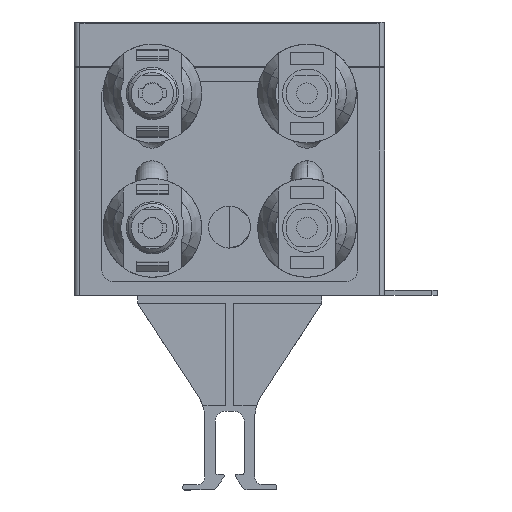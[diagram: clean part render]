
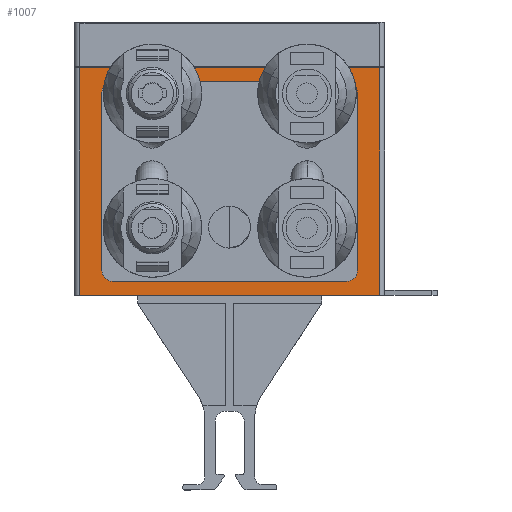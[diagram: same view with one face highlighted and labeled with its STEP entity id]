
A CAD part, front view. The second image highlights one B-rep face of the part: STEP entity #1007.
In plain terms, the highlighted planar face has unit normal (0, -1, 0).
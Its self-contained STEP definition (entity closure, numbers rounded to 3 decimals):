
#596=AXIS2_PLACEMENT_3D('Circle Axis2P3D',#594,#595,$) ;
#646=AXIS2_PLACEMENT_3D('Circle Axis2P3D',#644,#645,$) ;
#696=AXIS2_PLACEMENT_3D('Circle Axis2P3D',#694,#695,$) ;
#739=AXIS2_PLACEMENT_3D('Circle Axis2P3D',#737,#738,$) ;
#961=AXIS2_PLACEMENT_3D('Plane Axis2P3D',#958,#959,#960) ;
#555=CARTESIAN_POINT('Line Origine',(53.8,282.,58.65)) ;
#559=CARTESIAN_POINT('Vertex',(53.8,282.,41.7)) ;
#561=CARTESIAN_POINT('Vertex',(53.8,282.,75.6)) ;
#591=CARTESIAN_POINT('Vertex',(51.8,282.,77.6)) ;
#594=CARTESIAN_POINT('Axis2P3D Location',(51.8,282.,75.6)) ;
#612=CARTESIAN_POINT('Line Origine',(29.5,282.,77.6)) ;
#616=CARTESIAN_POINT('Vertex',(7.2,282.,77.6)) ;
#641=CARTESIAN_POINT('Vertex',(5.2,282.,75.6)) ;
#644=CARTESIAN_POINT('Axis2P3D Location',(7.2,282.,75.6)) ;
#662=CARTESIAN_POINT('Line Origine',(5.2,282.,58.65)) ;
#666=CARTESIAN_POINT('Vertex',(5.2,282.,41.7)) ;
#691=CARTESIAN_POINT('Vertex',(7.2,282.,39.7)) ;
#694=CARTESIAN_POINT('Axis2P3D Location',(7.2,282.,41.7)) ;
#712=CARTESIAN_POINT('Line Origine',(29.5,282.,39.7)) ;
#716=CARTESIAN_POINT('Vertex',(51.8,282.,39.7)) ;
#737=CARTESIAN_POINT('Axis2P3D Location',(51.8,282.,41.7)) ;
#958=CARTESIAN_POINT('Axis2P3D Location',(0.,282.,37.)) ;
#963=CARTESIAN_POINT('Line Origine',(29.5,282.,80.3)) ;
#967=CARTESIAN_POINT('Vertex',(1.,282.,80.3)) ;
#969=CARTESIAN_POINT('Vertex',(58.,282.,80.3)) ;
#972=CARTESIAN_POINT('Line Origine',(1.,282.,58.65)) ;
#976=CARTESIAN_POINT('Vertex',(1.,282.,37.)) ;
#979=CARTESIAN_POINT('Line Origine',(29.5,282.,37.)) ;
#983=CARTESIAN_POINT('Vertex',(58.,282.,37.)) ;
#986=CARTESIAN_POINT('Line Origine',(58.,282.,58.65)) ;
#556=DIRECTION('Vector Direction',(0.,0.,1.)) ;
#595=DIRECTION('Axis2P3D Direction',(0.,-1.,0.)) ;
#613=DIRECTION('Vector Direction',(-1.,0.,0.)) ;
#645=DIRECTION('Axis2P3D Direction',(0.,-1.,0.)) ;
#663=DIRECTION('Vector Direction',(0.,0.,-1.)) ;
#695=DIRECTION('Axis2P3D Direction',(0.,-1.,0.)) ;
#713=DIRECTION('Vector Direction',(1.,0.,0.)) ;
#738=DIRECTION('Axis2P3D Direction',(0.,-1.,0.)) ;
#959=DIRECTION('Axis2P3D Direction',(0.,-1.,0.)) ;
#960=DIRECTION('Axis2P3D XDirection',(1.,0.,0.)) ;
#964=DIRECTION('Vector Direction',(1.,0.,0.)) ;
#973=DIRECTION('Vector Direction',(0.,0.,1.)) ;
#980=DIRECTION('Vector Direction',(1.,0.,0.)) ;
#987=DIRECTION('Vector Direction',(0.,0.,1.)) ;
#557=VECTOR('Line Direction',#556,1.) ;
#614=VECTOR('Line Direction',#613,1.) ;
#664=VECTOR('Line Direction',#663,1.) ;
#714=VECTOR('Line Direction',#713,1.) ;
#965=VECTOR('Line Direction',#964,1.) ;
#974=VECTOR('Line Direction',#973,1.) ;
#981=VECTOR('Line Direction',#980,1.) ;
#988=VECTOR('Line Direction',#987,1.) ;
#992=ORIENTED_EDGE('',*,*,#971,.F.) ;
#993=ORIENTED_EDGE('',*,*,#978,.F.) ;
#994=ORIENTED_EDGE('',*,*,#985,.F.) ;
#995=ORIENTED_EDGE('',*,*,#990,.T.) ;
#998=ORIENTED_EDGE('',*,*,#618,.F.) ;
#999=ORIENTED_EDGE('',*,*,#598,.F.) ;
#1000=ORIENTED_EDGE('',*,*,#563,.F.) ;
#1001=ORIENTED_EDGE('',*,*,#741,.F.) ;
#1002=ORIENTED_EDGE('',*,*,#718,.F.) ;
#1003=ORIENTED_EDGE('',*,*,#698,.F.) ;
#1004=ORIENTED_EDGE('',*,*,#668,.F.) ;
#1005=ORIENTED_EDGE('',*,*,#648,.F.) ;
#1006=FACE_BOUND('',#997,.T.) ;
#1007=ADVANCED_FACE('PV',(#996,#1006),#962,.T.) ;
#597=CIRCLE('generated circle',#596,2.) ;
#647=CIRCLE('generated circle',#646,2.) ;
#697=CIRCLE('generated circle',#696,2.) ;
#740=CIRCLE('generated circle',#739,2.) ;
#563=EDGE_CURVE('',#560,#562,#558,.T.) ;
#598=EDGE_CURVE('',#562,#592,#597,.T.) ;
#618=EDGE_CURVE('',#592,#617,#615,.T.) ;
#648=EDGE_CURVE('',#617,#642,#647,.T.) ;
#668=EDGE_CURVE('',#642,#667,#665,.T.) ;
#698=EDGE_CURVE('',#667,#692,#697,.T.) ;
#718=EDGE_CURVE('',#692,#717,#715,.T.) ;
#741=EDGE_CURVE('',#717,#560,#740,.T.) ;
#971=EDGE_CURVE('',#968,#970,#966,.T.) ;
#978=EDGE_CURVE('',#977,#968,#975,.T.) ;
#985=EDGE_CURVE('',#984,#977,#982,.F.) ;
#990=EDGE_CURVE('',#984,#970,#989,.T.) ;
#991=EDGE_LOOP('',(#992,#993,#994,#995)) ;
#997=EDGE_LOOP('',(#998,#999,#1000,#1001,#1002,#1003,#1004,#1005)) ;
#996=FACE_OUTER_BOUND('',#991,.T.) ;
#558=LINE('Line',#555,#557) ;
#615=LINE('Line',#612,#614) ;
#665=LINE('Line',#662,#664) ;
#715=LINE('Line',#712,#714) ;
#966=LINE('Line',#963,#965) ;
#975=LINE('Line',#972,#974) ;
#982=LINE('Line',#979,#981) ;
#989=LINE('Line',#986,#988) ;
#962=PLANE('',#961) ;
#560=VERTEX_POINT('',#559) ;
#562=VERTEX_POINT('',#561) ;
#592=VERTEX_POINT('',#591) ;
#617=VERTEX_POINT('',#616) ;
#642=VERTEX_POINT('',#641) ;
#667=VERTEX_POINT('',#666) ;
#692=VERTEX_POINT('',#691) ;
#717=VERTEX_POINT('',#716) ;
#968=VERTEX_POINT('',#967) ;
#970=VERTEX_POINT('',#969) ;
#977=VERTEX_POINT('',#976) ;
#984=VERTEX_POINT('',#983) ;
